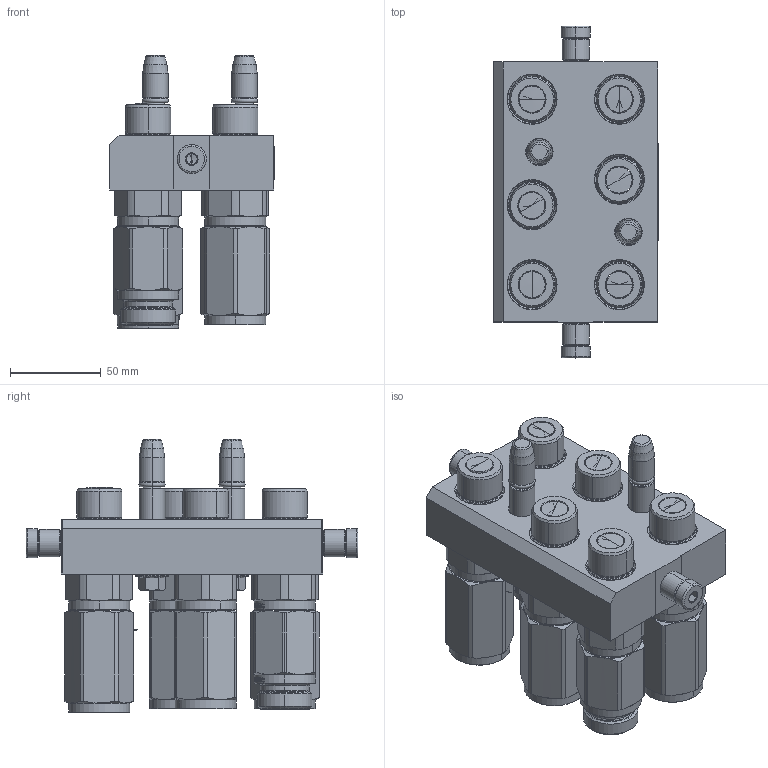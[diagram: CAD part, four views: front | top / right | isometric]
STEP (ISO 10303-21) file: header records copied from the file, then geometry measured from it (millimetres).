
FILE_DESCRIPTION (( 'STEP AP214' ), '1' );
FILE_NAME ('FASTER.step', '2021-09-15T12:44:37', ( '' ), ( '' ), 'SwSTEP 2.0', 'SolidWorks 2017', '' );
FILE_SCHEMA (( 'AUTOMOTIVE_DESIGN' ));
Length unit declared in the file: millimetre
Products named in the file (17): 4830_021_0000_000; 3ffnp12-2_302m; 3ffnp12-34s_m; et002; 4830_028_1000_011; or2_62x9_19_m; 1540_080_0008_000; 3ffnp12-3_24m; FASTER; 4830_013_3000_030; P608_M_BASE; 3ffnp12_gas_m; 4850_010_0000_010
Assembly tree (23 placements, depth 3):
  FASTER
    P608_M_BASE
      4850_010_0000_010
      4830_021_0000_000  x2
      4830_013_3000_030  x2
      4830_028_1000_011  x2
      1540_080_0008_000  x2
      or2_62x9_19_m  x2
    3ffnp12-34s_m
      3ffnp12-34s_m
    3ffnp12_gas_m  x3
      3ffnp12_gas_m
    3ffnp12-2_302m
      3ffnp12-2_302m
    3ffnp12-3_24m
      3ffnp12-3_24m
    et002
Bounding box: 90.3 x 182.6 x 150.2 mm (x, y, z)
Volume: 2873.9 mm3; surface area: 178483.8 mm2
Topology: 5 solids, 75 shells, 2945 faces, 8984 edges, 5959 vertices
Faces by surface type: plane 1643, cylinder 486, cone 461, bspline 203, torus 152
Entity records: 98789 total; most frequent: CARTESIAN_POINT 27160, ORIENTED_EDGE 12459, DIRECTION 11339, EDGE_CURVE 6886, VERTEX_POINT 4585, LINE 4317, VECTOR 4317, AXIS2_PLACEMENT_3D 3511
